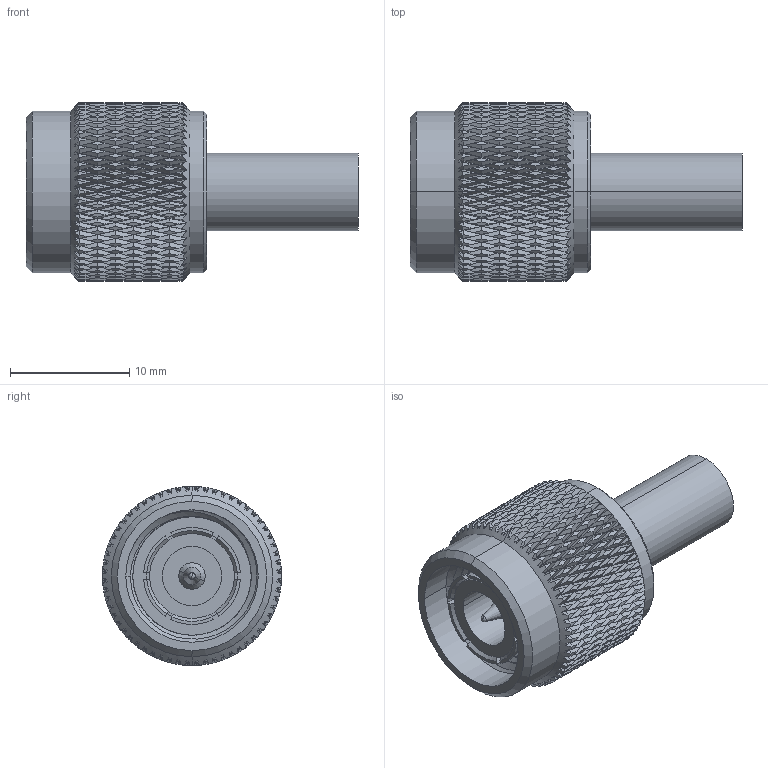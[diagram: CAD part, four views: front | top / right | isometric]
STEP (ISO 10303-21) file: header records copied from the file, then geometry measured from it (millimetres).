
FILE_DESCRIPTION (( 'STEP AP214' ), '1' );
FILE_NAME ('PE4047.STEP', '2018-02-06T23:36:48', ( '' ), ( '' ), 'SwSTEP 2.0', 'SolidWorks 2017', '' );
FILE_SCHEMA (( 'AUTOMOTIVE_DESIGN' ));
Length unit declared in the file: inch
Products named in the file (1): PE4047
Bounding box: 27.85 x 15.01 x 15.01 mm (x, y, z)
Volume: 1745.8 mm3; surface area: 3230.2 mm2
Topology: 2 solids, 2 shells, 2245 faces, 4847 edges, 2617 vertices
Faces by surface type: bspline 1683, cylinder 489, plane 42, cone 29, sphere 2
Entity records: 93973 total; most frequent: CARTESIAN_POINT 63924, ORIENTED_EDGE 9694, EDGE_CURVE 4847, VERTEX_POINT 2617, EDGE_LOOP 2258, ADVANCED_FACE 2245, FACE_OUTER_BOUND 2245, B_SPLINE_CURVE_WITH_KNOTS 2013
